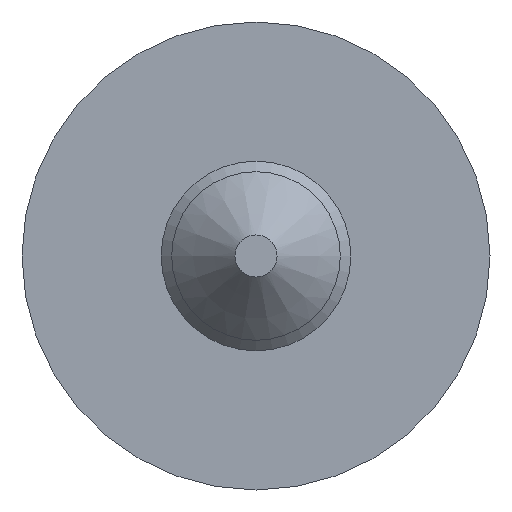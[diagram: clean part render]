
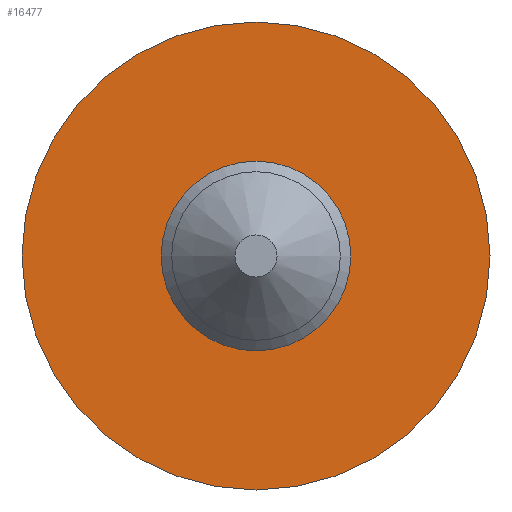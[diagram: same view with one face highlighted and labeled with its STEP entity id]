
A CAD part, front view. The second image highlights one B-rep face of the part: STEP entity #16477.
In plain terms, the highlighted face is planar.
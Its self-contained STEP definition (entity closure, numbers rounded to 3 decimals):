
#2331 = AXIS2_PLACEMENT_3D ( 'NONE', #15672, #11755, #3984 ) ;
#3550 = AXIS2_PLACEMENT_3D ( 'NONE', #15899, #15952, #12054 ) ;
#3716 = DIRECTION ( 'NONE',  ( 0., 1., 0. ) ) ;
#3769 = CARTESIAN_POINT ( 'NONE',  ( 2.25, 0., 0. ) ) ;
#3984 = DIRECTION ( 'NONE',  ( -1., 0., 0. ) ) ;
#4475 = VERTEX_POINT ( 'NONE', #12637 ) ;
#4709 = CARTESIAN_POINT ( 'NONE',  ( -2.25, 0., 0. ) ) ;
#4869 = FACE_BOUND ( 'NONE', #6955, .T. ) ;
#5078 = VERTEX_POINT ( 'NONE', #4709 ) ;
#5131 = DIRECTION ( 'NONE',  ( -1., 0., 0. ) ) ;
#5907 = CIRCLE ( 'NONE', #2331, 5.55 ) ;
#6358 = CIRCLE ( 'NONE', #3550, 2.25 ) ;
#6468 = EDGE_LOOP ( 'NONE', ( #16412 ) ) ;
#6955 = EDGE_LOOP ( 'NONE', ( #16105 ) ) ;
#11755 = DIRECTION ( 'NONE',  ( 0., 1., 0. ) ) ;
#12054 = DIRECTION ( 'NONE',  ( -1., 0., 0. ) ) ;
#12637 = CARTESIAN_POINT ( 'NONE',  ( -5.55, 0., 0. ) ) ;
#12849 = EDGE_CURVE ( 'NONE', #5078, #5078, #6358, .T. ) ;
#13329 = FACE_OUTER_BOUND ( 'NONE', #6468, .T. ) ;
#13833 = AXIS2_PLACEMENT_3D ( 'NONE', #3769, #3716, #5131 ) ;
#15166 = EDGE_CURVE ( 'NONE', #4475, #4475, #5907, .T. ) ;
#15390 = PLANE ( 'NONE',  #13833 ) ;
#15672 = CARTESIAN_POINT ( 'NONE',  ( 0., 0., 0. ) ) ;
#15899 = CARTESIAN_POINT ( 'NONE',  ( 0., 0., 0. ) ) ;
#15952 = DIRECTION ( 'NONE',  ( 0., 1., 0. ) ) ;
#16105 = ORIENTED_EDGE ( 'NONE', *, *, #12849, .T. ) ;
#16412 = ORIENTED_EDGE ( 'NONE', *, *, #15166, .F. ) ;
#16477 = ADVANCED_FACE ( 'NONE', ( #13329, #4869 ), #15390, .F. ) ;
